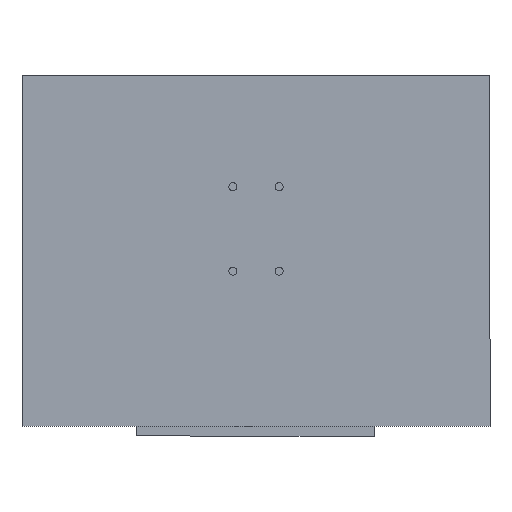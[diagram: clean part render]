
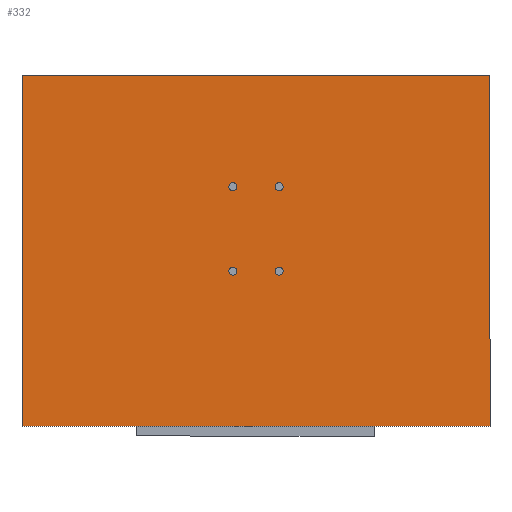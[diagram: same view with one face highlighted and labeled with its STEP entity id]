
A CAD part, front view. The second image highlights one B-rep face of the part: STEP entity #332.
In plain terms, the highlighted planar face has unit normal (0, -1, 0).
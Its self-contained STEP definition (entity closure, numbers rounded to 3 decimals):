
#144 = EDGE_CURVE ( 'NONE', #2954, #2942, #821, .T. ) ;
#145 = EDGE_CURVE ( 'NONE', #2945, #2944, #822, .T. ) ;
#146 = EDGE_CURVE ( 'NONE', #2952, #2946, #824, .T. ) ;
#150 = EDGE_CURVE ( 'NONE', #2959, #2957, #829, .T. ) ;
#154 = EDGE_CURVE ( 'NONE', #2949, #2941, #832, .T. ) ;
#157 = EDGE_CURVE ( 'NONE', #2941, #2953, #839, .T. ) ;
#159 = EDGE_CURVE ( 'NONE', #2947, #2949, #835, .T. ) ;
#164 = EDGE_CURVE ( 'NONE', #2944, #2945, #854, .T. ) ;
#180 = EDGE_CURVE ( 'NONE', #2942, #2954, #872, .T. ) ;
#184 = EDGE_CURVE ( 'NONE', #2953, #2947, #871, .T. ) ;
#198 = EDGE_CURVE ( 'NONE', #2957, #2959, #898, .T. ) ;
#278 = EDGE_LOOP ( 'NONE', ( #757, #756 ) ) ;
#279 = EDGE_LOOP ( 'NONE', ( #754, #758, #755, #759 ) ) ;
#280 = EDGE_LOOP ( 'NONE', ( #2633, #2587 ) ) ;
#281 = EDGE_LOOP ( 'NONE', ( #2595, #753 ) ) ;
#332 = ADVANCED_FACE ( 'NONE', ( #1688, #1686, #1690, #1692, #1682 ), #2136, .T. ) ;
#370 = EDGE_CURVE ( 'NONE', #2946, #2952, #1777, .T. ) ;
#405 = AXIS2_PLACEMENT_3D ( 'NONE', #2736, #2730, #2731 ) ;
#407 = AXIS2_PLACEMENT_3D ( 'NONE', #2726, #2717, #2802 ) ;
#408 = AXIS2_PLACEMENT_3D ( 'NONE', #2642, #2718, #2743 ) ;
#410 = AXIS2_PLACEMENT_3D ( 'NONE', #2679, #2672, #2711 ) ;
#415 = AXIS2_PLACEMENT_3D ( 'NONE', #2692, #2723, #2719 ) ;
#426 = AXIS2_PLACEMENT_3D ( 'NONE', #2655, #2803, #2781 ) ;
#475 = AXIS2_PLACEMENT_3D ( 'NONE', #2749, #2754, #2752 ) ;
#554 = AXIS2_PLACEMENT_3D ( 'NONE', #2143, #2145, #2146 ) ;
#585 = AXIS2_PLACEMENT_3D ( 'NONE', #1332, #1354, #1355 ) ;
#752 = EDGE_LOOP ( 'NONE', ( #2580, #2582 ) ) ;
#753 = ORIENTED_EDGE ( 'NONE', *, *, #145, .F. ) ;
#754 = ORIENTED_EDGE ( 'NONE', *, *, #159, .F. ) ;
#755 = ORIENTED_EDGE ( 'NONE', *, *, #157, .F. ) ;
#756 = ORIENTED_EDGE ( 'NONE', *, *, #144, .F. ) ;
#757 = ORIENTED_EDGE ( 'NONE', *, *, #180, .F. ) ;
#758 = ORIENTED_EDGE ( 'NONE', *, *, #184, .F. ) ;
#759 = ORIENTED_EDGE ( 'NONE', *, *, #154, .F. ) ;
#821 = CIRCLE ( 'NONE', #408, 5.25 ) ;
#822 = CIRCLE ( 'NONE', #405, 5.25 ) ;
#824 = CIRCLE ( 'NONE', #407, 5.25 ) ;
#829 = CIRCLE ( 'NONE', #410, 5.25 ) ;
#832 = LINE ( 'NONE', #2656, #834 ) ;
#834 = VECTOR ( 'NONE', #2677, 1000. ) ;
#835 = LINE ( 'NONE', #2684, #843 ) ;
#839 = LINE ( 'NONE', #2690, #840 ) ;
#840 = VECTOR ( 'NONE', #2804, 1000. ) ;
#843 = VECTOR ( 'NONE', #2698, 1000. ) ;
#854 = CIRCLE ( 'NONE', #415, 5.25 ) ;
#856 = VECTOR ( 'NONE', #2762, 1000. ) ;
#871 = LINE ( 'NONE', #2789, #856 ) ;
#872 = CIRCLE ( 'NONE', #426, 5.25 ) ;
#898 = CIRCLE ( 'NONE', #475, 5.25 ) ;
#1332 = CARTESIAN_POINT ( 'NONE',  ( 334.8, 0., -255. ) ) ;
#1354 = DIRECTION ( 'NONE',  ( 0., -1., 0. ) ) ;
#1355 = DIRECTION ( 'NONE',  ( 0., 0., -1. ) ) ;
#1512 = CARTESIAN_POINT ( 'NONE',  ( 609.6, 0., 0. ) ) ;
#1513 = CARTESIAN_POINT ( 'NONE',  ( 274.8, 0., -139.75 ) ) ;
#1515 = CARTESIAN_POINT ( 'NONE',  ( 334.8, 0., -139.75 ) ) ;
#1516 = CARTESIAN_POINT ( 'NONE',  ( 334.8, 0., -150.25 ) ) ;
#1517 = CARTESIAN_POINT ( 'NONE',  ( 334.8, 0., -249.75 ) ) ;
#1518 = CARTESIAN_POINT ( 'NONE',  ( 0., 0., -457.2 ) ) ;
#1520 = CARTESIAN_POINT ( 'NONE',  ( 0., 0., 0. ) ) ;
#1523 = CARTESIAN_POINT ( 'NONE',  ( 334.8, 0., -260.25 ) ) ;
#1524 = CARTESIAN_POINT ( 'NONE',  ( 609.6, 0., -457.2 ) ) ;
#1525 = CARTESIAN_POINT ( 'NONE',  ( 274.8, 0., -150.25 ) ) ;
#1528 = CARTESIAN_POINT ( 'NONE',  ( 274.8, 0., -249.75 ) ) ;
#1530 = CARTESIAN_POINT ( 'NONE',  ( 274.8, 0., -260.25 ) ) ;
#1682 = FACE_OUTER_BOUND ( 'NONE', #279, .T. ) ;
#1686 = FACE_BOUND ( 'NONE', #280, .T. ) ;
#1688 = FACE_BOUND ( 'NONE', #752, .T. ) ;
#1690 = FACE_BOUND ( 'NONE', #281, .T. ) ;
#1692 = FACE_BOUND ( 'NONE', #278, .T. ) ;
#1777 = CIRCLE ( 'NONE', #585, 5.25 ) ;
#2136 = PLANE ( 'NONE',  #554 ) ;
#2143 = CARTESIAN_POINT ( 'NONE',  ( 0., 0., -457.2 ) ) ;
#2145 = DIRECTION ( 'NONE',  ( 0., -1., 0. ) ) ;
#2146 = DIRECTION ( 'NONE',  ( 0., 0., -1. ) ) ;
#2580 = ORIENTED_EDGE ( 'NONE', *, *, #198, .F. ) ;
#2582 = ORIENTED_EDGE ( 'NONE', *, *, #150, .F. ) ;
#2587 = ORIENTED_EDGE ( 'NONE', *, *, #146, .F. ) ;
#2595 = ORIENTED_EDGE ( 'NONE', *, *, #164, .F. ) ;
#2633 = ORIENTED_EDGE ( 'NONE', *, *, #370, .F. ) ;
#2642 = CARTESIAN_POINT ( 'NONE',  ( 274.8, 0., -145. ) ) ;
#2655 = CARTESIAN_POINT ( 'NONE',  ( 274.8, 0., -145. ) ) ;
#2656 = CARTESIAN_POINT ( 'NONE',  ( 0., 0., 0. ) ) ;
#2672 = DIRECTION ( 'NONE',  ( 0., -1., 0. ) ) ;
#2677 = DIRECTION ( 'NONE',  ( 1., 0., 0. ) ) ;
#2679 = CARTESIAN_POINT ( 'NONE',  ( 274.8, 0., -255. ) ) ;
#2684 = CARTESIAN_POINT ( 'NONE',  ( 0., 0., 0. ) ) ;
#2690 = CARTESIAN_POINT ( 'NONE',  ( 609.6, 0., 0. ) ) ;
#2692 = CARTESIAN_POINT ( 'NONE',  ( 334.8, 0., -145. ) ) ;
#2698 = DIRECTION ( 'NONE',  ( 0., 0., 1. ) ) ;
#2711 = DIRECTION ( 'NONE',  ( 0., 0., -1. ) ) ;
#2717 = DIRECTION ( 'NONE',  ( 0., -1., 0. ) ) ;
#2718 = DIRECTION ( 'NONE',  ( 0., -1., 0. ) ) ;
#2719 = DIRECTION ( 'NONE',  ( 0., 0., -1. ) ) ;
#2723 = DIRECTION ( 'NONE',  ( 0., -1., 0. ) ) ;
#2726 = CARTESIAN_POINT ( 'NONE',  ( 334.8, 0., -255. ) ) ;
#2730 = DIRECTION ( 'NONE',  ( 0., -1., 0. ) ) ;
#2731 = DIRECTION ( 'NONE',  ( 0., 0., -1. ) ) ;
#2736 = CARTESIAN_POINT ( 'NONE',  ( 334.8, 0., -145. ) ) ;
#2743 = DIRECTION ( 'NONE',  ( 0., 0., -1. ) ) ;
#2749 = CARTESIAN_POINT ( 'NONE',  ( 274.8, 0., -255. ) ) ;
#2752 = DIRECTION ( 'NONE',  ( 0., 0., -1. ) ) ;
#2754 = DIRECTION ( 'NONE',  ( 0., -1., 0. ) ) ;
#2762 = DIRECTION ( 'NONE',  ( -1., 0., 0. ) ) ;
#2781 = DIRECTION ( 'NONE',  ( 0., 0., -1. ) ) ;
#2789 = CARTESIAN_POINT ( 'NONE',  ( 0., 0., -457.2 ) ) ;
#2802 = DIRECTION ( 'NONE',  ( 0., 0., -1. ) ) ;
#2803 = DIRECTION ( 'NONE',  ( 0., -1., 0. ) ) ;
#2804 = DIRECTION ( 'NONE',  ( 0., 0., -1. ) ) ;
#2941 = VERTEX_POINT ( 'NONE', #1512 ) ;
#2942 = VERTEX_POINT ( 'NONE', #1513 ) ;
#2944 = VERTEX_POINT ( 'NONE', #1515 ) ;
#2945 = VERTEX_POINT ( 'NONE', #1516 ) ;
#2946 = VERTEX_POINT ( 'NONE', #1517 ) ;
#2947 = VERTEX_POINT ( 'NONE', #1518 ) ;
#2949 = VERTEX_POINT ( 'NONE', #1520 ) ;
#2952 = VERTEX_POINT ( 'NONE', #1523 ) ;
#2953 = VERTEX_POINT ( 'NONE', #1524 ) ;
#2954 = VERTEX_POINT ( 'NONE', #1525 ) ;
#2957 = VERTEX_POINT ( 'NONE', #1528 ) ;
#2959 = VERTEX_POINT ( 'NONE', #1530 ) ;
